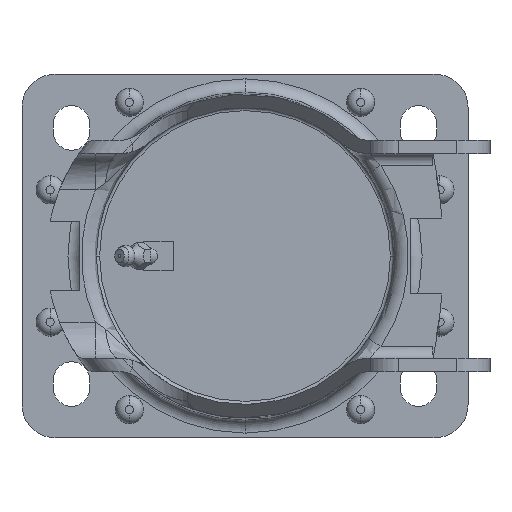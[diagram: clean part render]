
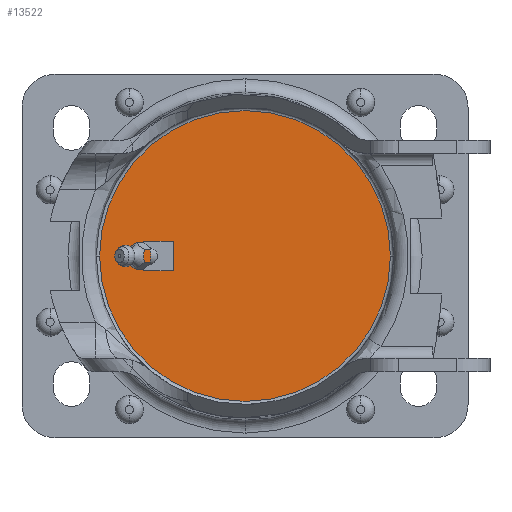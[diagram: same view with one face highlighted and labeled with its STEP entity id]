
A CAD part, front view. The second image highlights one B-rep face of the part: STEP entity #13522.
In plain terms, the highlighted planar face has unit normal (0, -1, 0).
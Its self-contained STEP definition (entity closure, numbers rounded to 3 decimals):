
#1175 = EDGE_CURVE ( 'NONE', #8939, #1196, #10782, .T. ) ;
#1196 = VERTEX_POINT ( 'NONE', #8175 ) ;
#1198 = DIRECTION ( 'NONE',  ( 0., -1., 0. ) ) ;
#4462 = DIRECTION ( 'NONE',  ( 1., 0., 0. ) ) ;
#5338 = CARTESIAN_POINT ( 'NONE',  ( -44., -26., 0. ) ) ;
#7023 = DIRECTION ( 'NONE',  ( 1., 0., 0. ) ) ;
#7253 = FACE_OUTER_BOUND ( 'NONE', #14301, .T. ) ;
#7329 = PLANE ( 'NONE',  #9805 ) ;
#8095 = EDGE_CURVE ( 'NONE', #1196, #8939, #12990, .T. ) ;
#8175 = CARTESIAN_POINT ( 'NONE',  ( 44., -26., 0. ) ) ;
#8465 = AXIS2_PLACEMENT_3D ( 'NONE', #10565, #9147, #4462 ) ;
#8555 = DIRECTION ( 'NONE',  ( 1., 0., 0. ) ) ;
#8939 = VERTEX_POINT ( 'NONE', #5338 ) ;
#9147 = DIRECTION ( 'NONE',  ( 0., -1., 0. ) ) ;
#9177 = AXIS2_PLACEMENT_3D ( 'NONE', #14542, #13238, #7023 ) ;
#9805 = AXIS2_PLACEMENT_3D ( 'NONE', #14862, #1198, #8555 ) ;
#10075 = ORIENTED_EDGE ( 'NONE', *, *, #1175, .T. ) ;
#10565 = CARTESIAN_POINT ( 'NONE',  ( 0., -26., 0. ) ) ;
#10782 = CIRCLE ( 'NONE', #9177, 44. ) ;
#12990 = CIRCLE ( 'NONE', #8465, 44. ) ;
#13238 = DIRECTION ( 'NONE',  ( 0., -1., 0. ) ) ;
#13522 = ADVANCED_FACE ( 'NONE', ( #7253 ), #7329, .T. ) ;
#14301 = EDGE_LOOP ( 'NONE', ( #15234, #10075 ) ) ;
#14542 = CARTESIAN_POINT ( 'NONE',  ( 0., -26., 0. ) ) ;
#14862 = CARTESIAN_POINT ( 'NONE',  ( 0., -26., 0. ) ) ;
#15234 = ORIENTED_EDGE ( 'NONE', *, *, #8095, .T. ) ;
